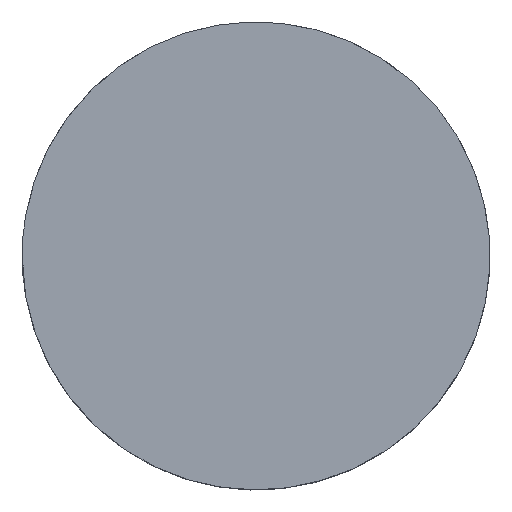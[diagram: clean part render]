
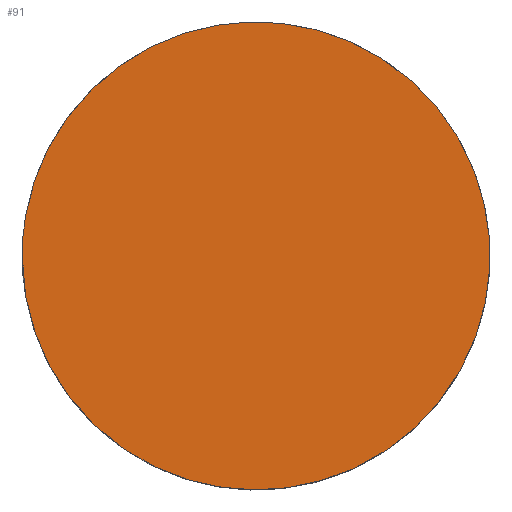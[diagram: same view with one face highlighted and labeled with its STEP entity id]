
A CAD part, top view. The second image highlights one B-rep face of the part: STEP entity #91.
In plain terms, the highlighted planar face has unit normal (0, 0, 1).
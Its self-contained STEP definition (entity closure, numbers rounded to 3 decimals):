
#91=ADVANCED_FACE('',(#133),#622,.T.);
#133=FACE_OUTER_BOUND('',#175,.T.);
#175=EDGE_LOOP('',(#230));
#230=ORIENTED_EDGE('',*,*,#385,.T.);
#385=EDGE_CURVE('',#563,#563,#499,.T.);
#499=(
BOUNDED_CURVE()
B_SPLINE_CURVE(2,(#766,#767,#768,#769,#770,#771,#772,#773,#774),
 .UNSPECIFIED.,.T.,.F.)
B_SPLINE_CURVE_WITH_KNOTS((3,2,2,2,3),(-17.082,-12.812,
-8.541,-4.271,0.),.UNSPECIFIED.)
CURVE()
GEOMETRIC_REPRESENTATION_ITEM()
RATIONAL_B_SPLINE_CURVE((1.,0.707,1.,0.707,1.,0.707,
1.,0.707,1.))
REPRESENTATION_ITEM('')
);
#563=VERTEX_POINT('',#763);
#622=PLANE('',#684);
#684=AXIS2_PLACEMENT_3D('',#762,#700,$);
#700=DIRECTION('',(0.,0.,1.));
#762=CARTESIAN_POINT('',(-70.437,-70.437,575.721));
#763=CARTESIAN_POINT('',(-69.056,0.,575.721));
#766=CARTESIAN_POINT('',(-69.056,0.,575.721));
#767=CARTESIAN_POINT('',(-69.056,-69.056,575.721));
#768=CARTESIAN_POINT('',(0.,-69.056,575.721));
#769=CARTESIAN_POINT('',(69.056,-69.056,575.721));
#770=CARTESIAN_POINT('',(69.056,0.,575.721));
#771=CARTESIAN_POINT('',(69.056,69.056,575.721));
#772=CARTESIAN_POINT('',(0.,69.056,575.721));
#773=CARTESIAN_POINT('',(-69.056,69.056,575.721));
#774=CARTESIAN_POINT('',(-69.056,0.,575.721));
